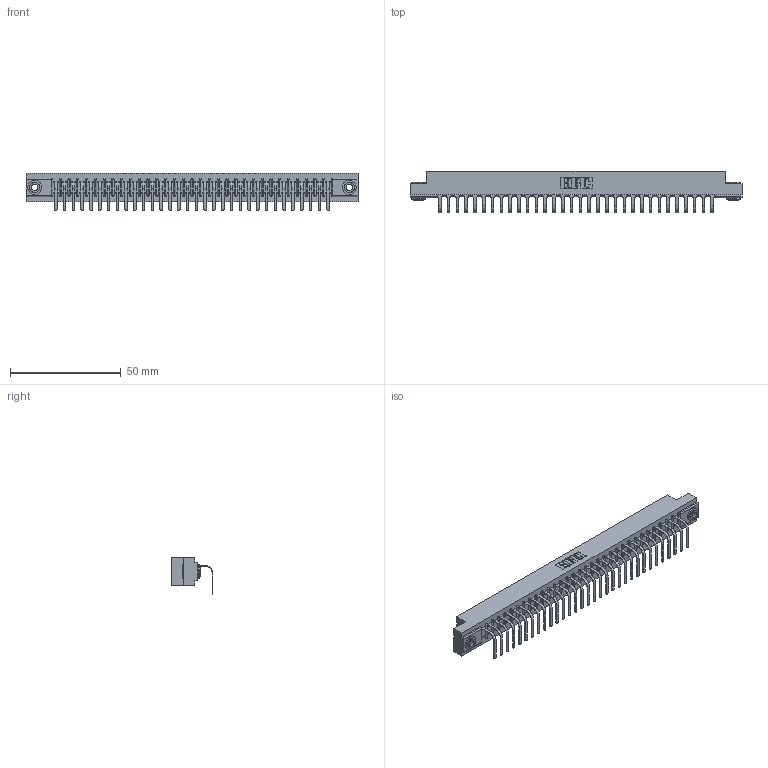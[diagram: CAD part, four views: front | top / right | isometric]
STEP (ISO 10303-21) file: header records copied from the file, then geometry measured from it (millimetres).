
FILE_DESCRIPTION (( 'STEP AP203' ), '1' );
FILE_NAME ('357-032-458-103.STEP', '2022-07-18T20:54:20', ( '' ), ( '' ), 'SwSTEP 2.0', 'SolidWorks 2020', '' );
FILE_SCHEMA (( 'CONFIG_CONTROL_DESIGN' ));
Length unit declared in the file: inch
Products named in the file (4): 345-250-002_345-250-002-102; 357-032-458-103; 307-290-001_558 - 2 (Single); 307 Part_.156 Dia Mounting Holes
Assembly tree (35 placements, depth 2):
  357-032-458-103
    307 Part_.156 Dia Mounting Holes
    307-290-001_558 - 2 (Single)  x32
    345-250-002_345-250-002-102  x2
Bounding box: 149.81 x 18.78 x 16.8 mm (x, y, z)
Volume: 15628.1 mm3; surface area: 17536.1 mm2
Topology: 35 solids, 35 shells, 2123 faces, 6003 edges, 3866 vertices
Faces by surface type: plane 1342, cylinder 707, sphere 66, cone 8
Entity records: 29835 total; most frequent: CARTESIAN_POINT 5001, ORIENTED_EDGE 4978, DIRECTION 4885, EDGE_CURVE 2489, LINE 1897, VECTOR 1897, VERTEX_POINT 1610, AXIS2_PLACEMENT_3D 1494
